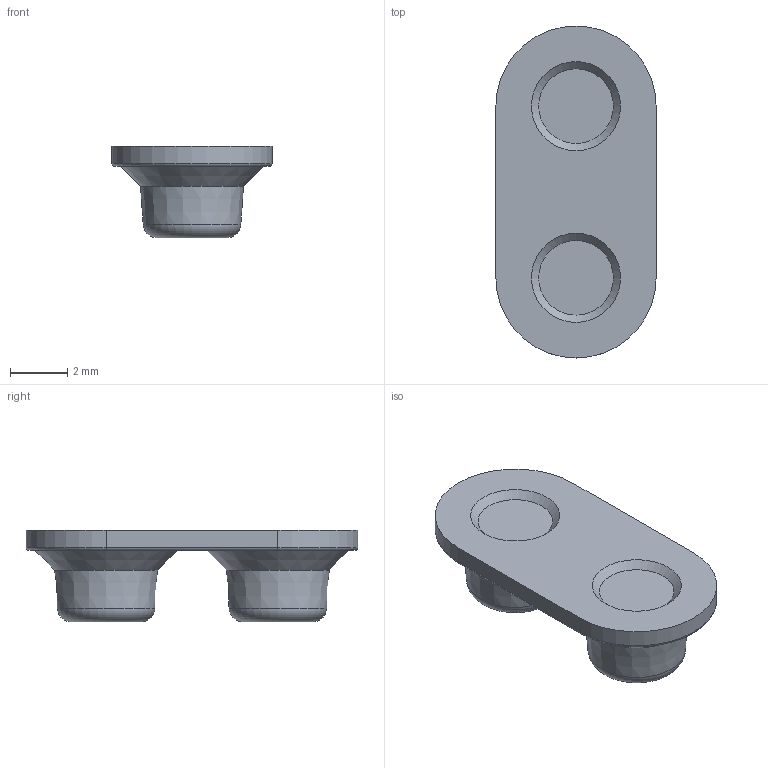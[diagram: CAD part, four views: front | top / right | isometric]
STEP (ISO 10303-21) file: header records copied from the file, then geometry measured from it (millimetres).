
FILE_DESCRIPTION(/* description */ (''),/* implementation_level */ '2;1');
FILE_NAME(/* name */ 'Robogotchi-Buttons.stp',/* time_stamp */ '2020-11-10T19:56:22-08:00',/* author */ ('andre'),/* organization */ (''),/* preprocessor_version */ 'ST-DEVELOPER v17',/* originating_system */ 'Autodesk Inventor 2019',/* authorisation */ '');
FILE_SCHEMA (('AUTOMOTIVE_DESIGN { 1 0 10303 214 3 1 1 }'));
Length unit declared in the file: millimetre
Products named in the file (1): Gotchi-Buttons
Bounding box: 5.6 x 11.6 x 3.2 mm (x, y, z)
Volume: 90.5 mm3; surface area: 179.2 mm2
Topology: 1 solids, 1 shells, 26 faces, 56 edges, 36 vertices
Faces by surface type: plane 8, cone 6, torus 6, cylinder 4, sphere 2
Entity records: 755 total; most frequent: DIRECTION 146, CARTESIAN_POINT 117, ORIENTED_EDGE 108, AXIS2_PLACEMENT_3D 65, EDGE_CURVE 54, CIRCLE 38, VERTEX_POINT 36, EDGE_LOOP 32
